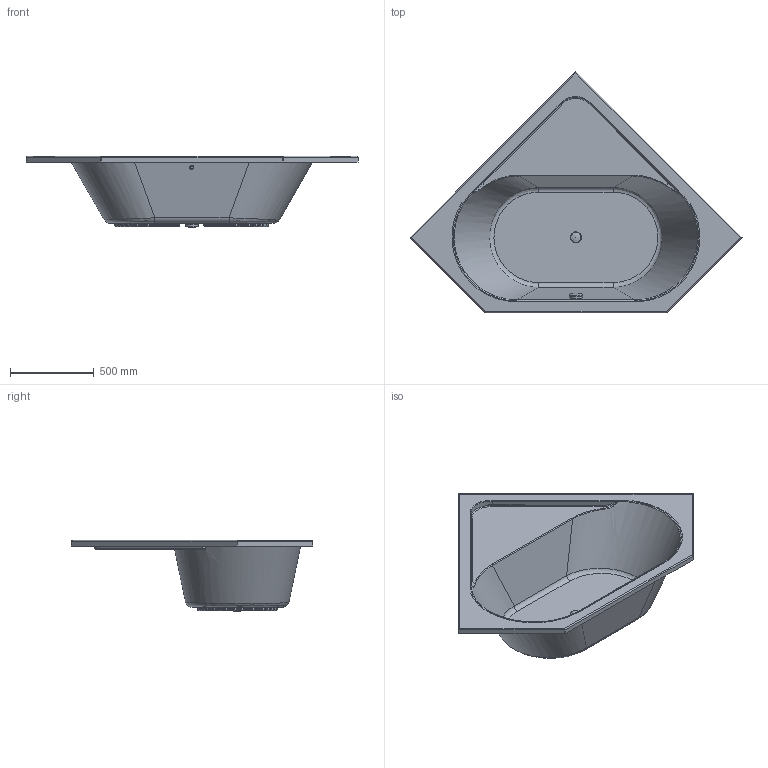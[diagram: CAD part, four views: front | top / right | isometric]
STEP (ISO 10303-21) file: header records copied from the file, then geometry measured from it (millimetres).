
FILE_DESCRIPTION((''),'2;1');
FILE_NAME('700137.stp','2010-12-11T19:42:27',('Andreas'),(''),'Autodesk Inventor 2009','Autodesk Inventor 2009','');
FILE_SCHEMA(('AUTOMOTIVE_DESIGN { 1 0 10303 214 1 1 1 1 }'));
Length unit declared in the file: millimetre
Products named in the file (5): 700137; Stopfen; Kelch; Verschluss_Ueberlauf
Assembly tree (4 placements, depth 2):
  700137
    700137
    Stopfen
    Kelch
    Verschluss_Ueberlauf
Bounding box: 1981.17 x 1440 x 427.95 mm (x, y, z)
Volume: 38825561.3 mm3; surface area: 5526666.5 mm2
Topology: 4 solids, 4 shells, 197 faces, 460 edges, 269 vertices
Faces by surface type: plane 62, cylinder 62, bspline 51, torus 13, sphere 6, cone 3
Full cylindrical faces by diameter (mm): 20 x1, 25 x1, 42 x1, 44 x1, 52 x1, 60 x1, 75 x1, 79 x1, 79.999 x1
Entity records: 14354 total; most frequent: CARTESIAN_POINT 10109, ORIENTED_EDGE 856, DIRECTION 803, EDGE_CURVE 428, AXIS2_PLACEMENT_3D 311, VERTEX_POINT 265, EDGE_LOOP 233, FACE_OUTER_BOUND 197
